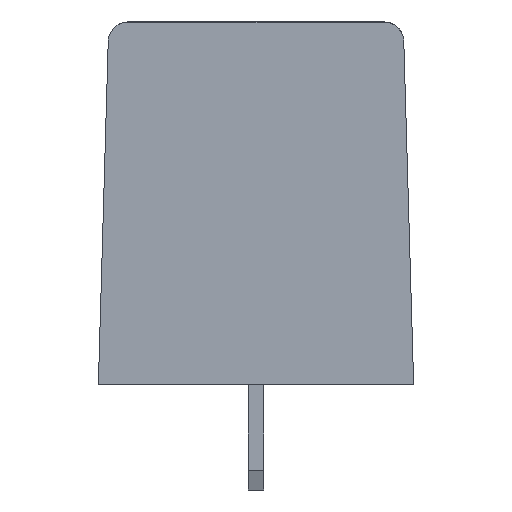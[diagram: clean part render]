
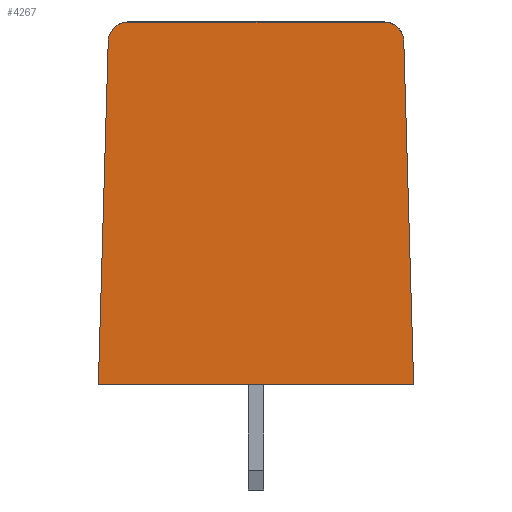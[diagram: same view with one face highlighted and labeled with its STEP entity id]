
A CAD part, left-side view. The second image highlights one B-rep face of the part: STEP entity #4267.
In plain terms, the highlighted planar face has unit normal (-1, 0, 0).
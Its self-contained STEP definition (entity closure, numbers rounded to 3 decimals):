
#4135 = VERTEX_POINT('',#4136);
#4136 = CARTESIAN_POINT('',(-0.625,6.5,18.4));
#4142 = EDGE_CURVE('',#4135,#4143,#4145,.T.);
#4143 = VERTEX_POINT('',#4144);
#4144 = CARTESIAN_POINT('',(-0.625,-6.5,18.4));
#4145 = LINE('',#4146,#4147);
#4146 = CARTESIAN_POINT('',(-0.625,8.,18.4));
#4147 = VECTOR('',#4148,1.);
#4148 = DIRECTION('',(0.,-1.,0.));
#4182 = VERTEX_POINT('',#4183);
#4183 = CARTESIAN_POINT('',(-0.625,7.5,17.429));
#4189 = EDGE_CURVE('',#4182,#4135,#4190,.T.);
#4190 = CIRCLE('',#4191,1.);
#4191 = AXIS2_PLACEMENT_3D('',#4192,#4193,#4194);
#4192 = CARTESIAN_POINT('',(-0.625,6.5,17.4));
#4193 = DIRECTION('',(1.,0.,0.));
#4194 = DIRECTION('',(0.,1.,0.));
#4248 = EDGE_CURVE('',#4143,#4249,#4251,.T.);
#4249 = VERTEX_POINT('',#4250);
#4250 = CARTESIAN_POINT('',(-0.625,-7.5,17.429));
#4251 = CIRCLE('',#4252,1.);
#4252 = AXIS2_PLACEMENT_3D('',#4253,#4254,#4255);
#4253 = CARTESIAN_POINT('',(-0.625,-6.5,17.4));
#4254 = DIRECTION('',(1.,0.,0.));
#4255 = DIRECTION('',(0.,1.,0.));
#4267 = ADVANCED_FACE('',(#4268),#4295,.T.);
#4268 = FACE_BOUND('',#4269,.T.);
#4269 = EDGE_LOOP('',(#4270,#4278,#4286,#4292,#4293,#4294));
#4270 = ORIENTED_EDGE('',*,*,#4271,.F.);
#4271 = EDGE_CURVE('',#4272,#4182,#4274,.T.);
#4272 = VERTEX_POINT('',#4273);
#4273 = CARTESIAN_POINT('',(-0.625,8.,0.));
#4274 = LINE('',#4275,#4276);
#4275 = CARTESIAN_POINT('',(-0.625,7.75,8.714));
#4276 = VECTOR('',#4277,1.);
#4277 = DIRECTION('',(0.,-0.029,1.));
#4278 = ORIENTED_EDGE('',*,*,#4279,.T.);
#4279 = EDGE_CURVE('',#4272,#4280,#4282,.T.);
#4280 = VERTEX_POINT('',#4281);
#4281 = CARTESIAN_POINT('',(-0.625,-8.,0.));
#4282 = LINE('',#4283,#4284);
#4283 = CARTESIAN_POINT('',(-0.625,8.,0.));
#4284 = VECTOR('',#4285,1.);
#4285 = DIRECTION('',(0.,-1.,0.));
#4286 = ORIENTED_EDGE('',*,*,#4287,.F.);
#4287 = EDGE_CURVE('',#4249,#4280,#4288,.T.);
#4288 = LINE('',#4289,#4290);
#4289 = CARTESIAN_POINT('',(-0.625,-7.993,0.229));
#4290 = VECTOR('',#4291,1.);
#4291 = DIRECTION('',(0.,-0.029,-1.));
#4292 = ORIENTED_EDGE('',*,*,#4248,.F.);
#4293 = ORIENTED_EDGE('',*,*,#4142,.F.);
#4294 = ORIENTED_EDGE('',*,*,#4189,.F.);
#4295 = PLANE('',#4296);
#4296 = AXIS2_PLACEMENT_3D('',#4297,#4298,#4299);
#4297 = CARTESIAN_POINT('',(-0.625,8.,0.));
#4298 = DIRECTION('',(-1.,0.,0.));
#4299 = DIRECTION('',(0.,0.,1.));
